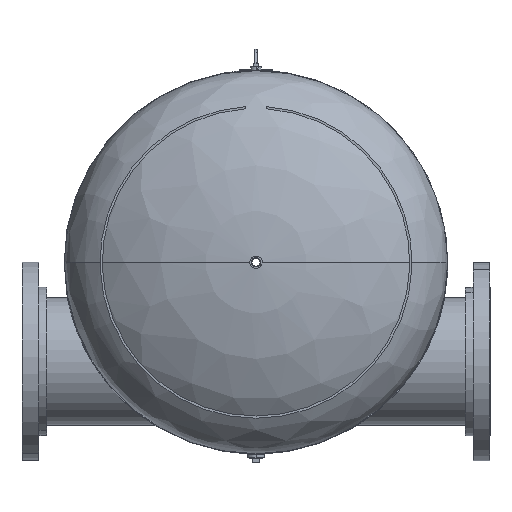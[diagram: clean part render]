
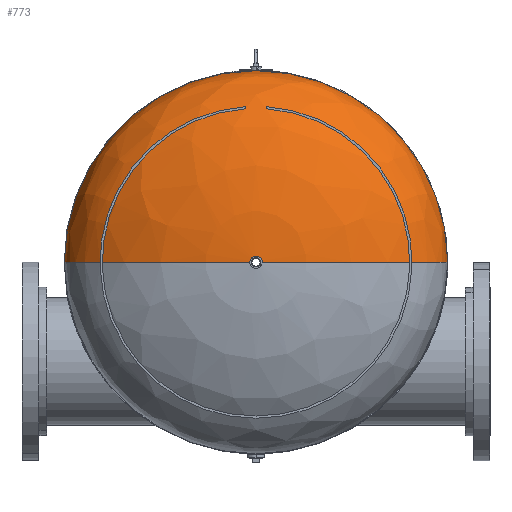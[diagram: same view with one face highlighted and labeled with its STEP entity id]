
A CAD part, front view. The second image highlights one B-rep face of the part: STEP entity #773.
In plain terms, the highlighted free-form (B-spline) face has degree [3, 3] with [4, 4] control points.
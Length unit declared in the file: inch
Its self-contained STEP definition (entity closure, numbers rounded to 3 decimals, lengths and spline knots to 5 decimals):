
#376 = CARTESIAN_POINT ( 'NONE',  ( -27., 9.18163, -54. ) ) ;
#639 = AXIS2_PLACEMENT_3D ( 'NONE', #8787, #8589, #4065 ) ;
#773 = ADVANCED_FACE ( 'NONE', ( #18865 ), #3624, .F. ) ;
#920 = EDGE_CURVE ( 'NONE', #10280, #3303, #4151, .T. ) ;
#1665 = CARTESIAN_POINT ( 'NONE',  ( -0.75, 14.99474, 0. ) ) ;
#2160 = CARTESIAN_POINT ( 'NONE',  ( -0.75, 14.99474, -1.5 ) ) ;
#2331 = CARTESIAN_POINT ( 'NONE',  ( 27., 9.18163, 0. ) ) ;
#3303 = VERTEX_POINT ( 'NONE', #16094 ) ;
#3432 = ORIENTED_EDGE ( 'NONE', *, *, #15519, .T. ) ;
#3617 = AXIS2_PLACEMENT_3D ( 'NONE', #5589, #3672, #9799 ) ;
#3624 =( BOUNDED_SURFACE ( )  B_SPLINE_SURFACE ( 3, 3, ( 
 ( #11291, #2160, #17095, #5081 ),
 ( #15593, #8002, #8292, #11095 ),
 ( #14084, #376, #12596, #18669 ),
 ( #9603, #16381, #13076, #7102 ) ),
 .UNSPECIFIED., .F., .F., .F. ) 
 B_SPLINE_SURFACE_WITH_KNOTS ( ( 4, 4 ),
 ( 4, 4 ),
 ( 0., 1. ),
 ( 0., 1. ),
 .UNSPECIFIED. ) 
 GEOMETRIC_REPRESENTATION_ITEM ( )  RATIONAL_B_SPLINE_SURFACE ( (
 ( 1., 0.333, 0.333, 1.),
 ( 0.811, 0.27, 0.27, 0.811),
 ( 0.811, 0.27, 0.27, 0.811),
 ( 1., 0.333, 0.333, 1.) ) ) 
 REPRESENTATION_ITEM ( '' )  SURFACE ( )  );
#3672 = DIRECTION ( 'NONE',  ( 0., -1., 0. ) ) ;
#3728 = CARTESIAN_POINT ( 'NONE',  ( 16.21405, 14.77789, 0. ) ) ;
#4065 = DIRECTION ( 'NONE',  ( 1., 0., 0. ) ) ;
#4101 = VERTEX_POINT ( 'NONE', #1665 ) ;
#4151 = CIRCLE ( 'NONE', #639, 27. ) ;
#4193 = ORIENTED_EDGE ( 'NONE', *, *, #5444, .T. ) ;
#4931 =( BOUNDED_CURVE ( )  B_SPLINE_CURVE ( 3, ( #17312, #18694, #8026, #9432 ),
 .UNSPECIFIED., .F., .F. ) 
 B_SPLINE_CURVE_WITH_KNOTS ( ( 4, 4 ),
 ( 1.59858, 3.14159 ),
 .UNSPECIFIED. ) 
 CURVE ( )  GEOMETRIC_REPRESENTATION_ITEM ( )  RATIONAL_B_SPLINE_CURVE ( ( 1., 0.811, 0.811, 1. ) ) 
 REPRESENTATION_ITEM ( '' )  );
#5081 = CARTESIAN_POINT ( 'NONE',  ( 0.75, 14.99474, 0. ) ) ;
#5444 = EDGE_CURVE ( 'NONE', #4101, #8504, #13578, .T. ) ;
#5589 = CARTESIAN_POINT ( 'NONE',  ( 0., 14.99474, 0. ) ) ;
#5602 = AXIS2_PLACEMENT_3D ( 'NONE', #13513, #6107, #18291 ) ;
#6107 = DIRECTION ( 'NONE',  ( 0., -1., 0. ) ) ;
#6472 = EDGE_CURVE ( 'NONE', #9395, #3303, #17539, .T. ) ;
#7102 = CARTESIAN_POINT ( 'NONE',  ( 27., 1.375, 0. ) ) ;
#8002 = CARTESIAN_POINT ( 'NONE',  ( -16.21405, 14.77789, -32.42809 ) ) ;
#8026 = CARTESIAN_POINT ( 'NONE',  ( -27., 9.18163, 0. ) ) ;
#8292 = CARTESIAN_POINT ( 'NONE',  ( 16.21405, 14.77789, -32.42809 ) ) ;
#8504 = VERTEX_POINT ( 'NONE', #17424 ) ;
#8589 = DIRECTION ( 'NONE',  ( 0., -1., 0. ) ) ;
#8787 = CARTESIAN_POINT ( 'NONE',  ( 0., 1.375, 0. ) ) ;
#9395 = VERTEX_POINT ( 'NONE', #18351 ) ;
#9432 = CARTESIAN_POINT ( 'NONE',  ( -27., 1.375, 0. ) ) ;
#9603 = CARTESIAN_POINT ( 'NONE',  ( -27., 1.375, 0. ) ) ;
#9799 = DIRECTION ( 'NONE',  ( 1., 0., 0. ) ) ;
#10280 = VERTEX_POINT ( 'NONE', #17908 ) ;
#10713 = ORIENTED_EDGE ( 'NONE', *, *, #6472, .T. ) ;
#10998 = CIRCLE ( 'NONE', #3617, 0.75 ) ;
#11095 = CARTESIAN_POINT ( 'NONE',  ( 16.21405, 14.77789, 0. ) ) ;
#11291 = CARTESIAN_POINT ( 'NONE',  ( -0.75, 14.99474, 0. ) ) ;
#12596 = CARTESIAN_POINT ( 'NONE',  ( 27., 9.18163, -54. ) ) ;
#12638 = ORIENTED_EDGE ( 'NONE', *, *, #16878, .F. ) ;
#13076 = CARTESIAN_POINT ( 'NONE',  ( 27., 1.375, -54. ) ) ;
#13513 = CARTESIAN_POINT ( 'NONE',  ( 0., 14.99474, 0. ) ) ;
#13578 = CIRCLE ( 'NONE', #5602, 0.75 ) ;
#14084 = CARTESIAN_POINT ( 'NONE',  ( -27., 9.18163, 0. ) ) ;
#14424 = EDGE_LOOP ( 'NONE', ( #12638, #4193, #3432, #10713, #18727 ) ) ;
#15519 = EDGE_CURVE ( 'NONE', #8504, #9395, #10998, .T. ) ;
#15593 = CARTESIAN_POINT ( 'NONE',  ( -16.21405, 14.77789, 0. ) ) ;
#16094 = CARTESIAN_POINT ( 'NONE',  ( 27., 1.375, 0. ) ) ;
#16381 = CARTESIAN_POINT ( 'NONE',  ( -27., 1.375, -54. ) ) ;
#16878 = EDGE_CURVE ( 'NONE', #4101, #10280, #4931, .T. ) ;
#17095 = CARTESIAN_POINT ( 'NONE',  ( 0.75, 14.99474, -1.5 ) ) ;
#17312 = CARTESIAN_POINT ( 'NONE',  ( -0.75, 14.99474, 0. ) ) ;
#17424 = CARTESIAN_POINT ( 'NONE',  ( 0., 14.99474, -0.75 ) ) ;
#17539 =( BOUNDED_CURVE ( )  B_SPLINE_CURVE ( 3, ( #17546, #3728, #2331, #19021 ),
 .UNSPECIFIED., .F., .F. ) 
 B_SPLINE_CURVE_WITH_KNOTS ( ( 4, 4 ),
 ( 1.59858, 3.14159 ),
 .UNSPECIFIED. ) 
 CURVE ( )  GEOMETRIC_REPRESENTATION_ITEM ( )  RATIONAL_B_SPLINE_CURVE ( ( 1., 0.811, 0.811, 1. ) ) 
 REPRESENTATION_ITEM ( '' )  );
#17546 = CARTESIAN_POINT ( 'NONE',  ( 0.75, 14.99474, 0. ) ) ;
#17908 = CARTESIAN_POINT ( 'NONE',  ( -27., 1.375, 0. ) ) ;
#18291 = DIRECTION ( 'NONE',  ( 1., 0., 0. ) ) ;
#18351 = CARTESIAN_POINT ( 'NONE',  ( 0.75, 14.99474, 0. ) ) ;
#18669 = CARTESIAN_POINT ( 'NONE',  ( 27., 9.18163, 0. ) ) ;
#18694 = CARTESIAN_POINT ( 'NONE',  ( -16.21405, 14.77789, 0. ) ) ;
#18727 = ORIENTED_EDGE ( 'NONE', *, *, #920, .F. ) ;
#18865 = FACE_OUTER_BOUND ( 'NONE', #14424, .T. ) ;
#19021 = CARTESIAN_POINT ( 'NONE',  ( 27., 1.375, 0. ) ) ;
